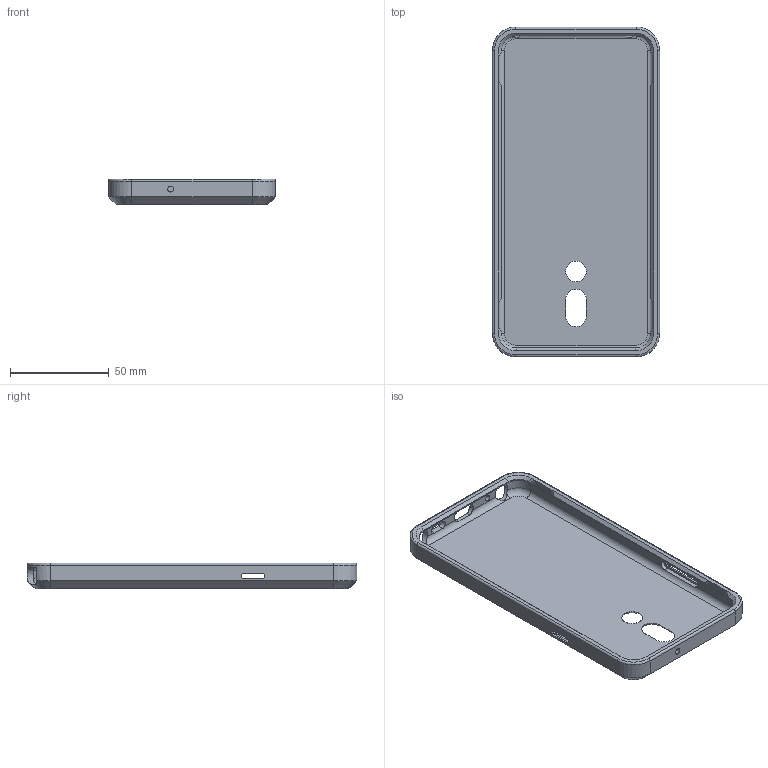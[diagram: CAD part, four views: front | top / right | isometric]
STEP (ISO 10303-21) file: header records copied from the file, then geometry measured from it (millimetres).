
FILE_DESCRIPTION(('FreeCAD Model'),'2;1');
FILE_NAME('case_with_buttons.step' ,'2019-10-09T23:19:39',('Author'),(''), 'Open CASCADE STEP processor 7.2','FreeCAD','Unknown');
FILE_SCHEMA(('AUTOMOTIVE_DESIGN { 1 0 10303 214 1 1 1 1 }'));
Length unit declared in the file: millimetre
Products named in the file (1): case_shell_body
Bounding box: 84.5 x 166.8 x 13 mm (x, y, z)
Volume: 39425.9 mm3; surface area: 37365.6 mm2
Topology: 1 solids, 1 shells, 156 faces, 412 edges, 251 vertices
Faces by surface type: plane 72, cylinder 52, cone 15, torus 12, bspline 5
Full cylindrical faces by diameter (mm): 3 x2, 9 x1, 10.5 x1
Entity records: 12309 total; most frequent: CARTESIAN_POINT 4128, DIRECTION 1522, LINE 862, VECTOR 862, ORIENTED_EDGE 824, PCURVE 824, DEFINITIONAL_REPRESENTATION 824, EDGE_CURVE 412
